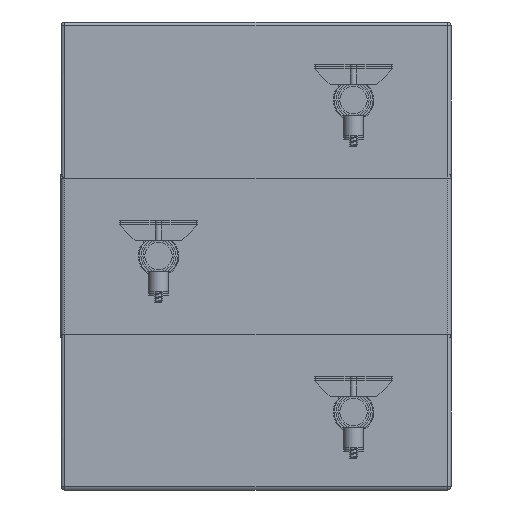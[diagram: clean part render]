
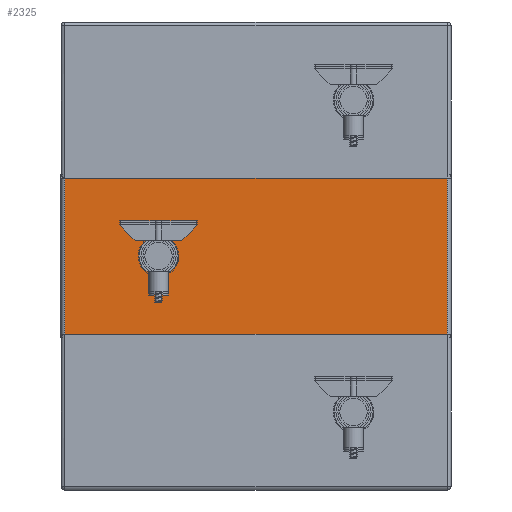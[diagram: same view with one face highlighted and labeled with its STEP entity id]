
A CAD part, front view. The second image highlights one B-rep face of the part: STEP entity #2325.
In plain terms, the highlighted planar face has unit normal (0, -1, 0).
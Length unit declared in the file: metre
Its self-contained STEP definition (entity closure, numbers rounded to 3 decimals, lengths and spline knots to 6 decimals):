
#280=PLANE('',#2664);
#360=CIRCLE('',#2665,0.025);
#487=LINE('',#7099,#630);
#490=LINE('',#7113,#633);
#505=LINE('',#7158,#648);
#506=LINE('',#7159,#649);
#630=VECTOR('',#3137,1.);
#633=VECTOR('',#3148,1.);
#648=VECTOR('',#3187,1.);
#649=VECTOR('',#3188,1.);
#1060=ORIENTED_EDGE('',*,*,#1474,.T.);
#1061=ORIENTED_EDGE('',*,*,#1454,.F.);
#1062=ORIENTED_EDGE('',*,*,#1475,.T.);
#1063=ORIENTED_EDGE('',*,*,#1448,.T.);
#1064=ORIENTED_EDGE('',*,*,#1476,.T.);
#1448=EDGE_CURVE('',#1687,#1688,#487,.T.);
#1454=EDGE_CURVE('',#1693,#1694,#490,.T.);
#1474=EDGE_CURVE('',#1711,#1711,#360,.T.);
#1475=EDGE_CURVE('',#1693,#1687,#505,.T.);
#1476=EDGE_CURVE('',#1688,#1694,#506,.F.);
#1687=VERTEX_POINT('',#7100);
#1688=VERTEX_POINT('',#7101);
#1693=VERTEX_POINT('',#7112);
#1694=VERTEX_POINT('',#7114);
#1711=VERTEX_POINT('',#7157);
#1933=EDGE_LOOP('',(#1060));
#1934=EDGE_LOOP('',(#1061,#1062,#1063,#1064));
#2126=FACE_BOUND('',#1933,.T.);
#2127=FACE_BOUND('',#1934,.T.);
#2325=ADVANCED_FACE('',(#2126,#2127),#280,.F.);
#2664=AXIS2_PLACEMENT_3D('',#7155,#3183,#3184);
#2665=AXIS2_PLACEMENT_3D('',#7156,#3185,#3186);
#3137=DIRECTION('',(1.,0.,0.));
#3148=DIRECTION('',(1.,0.,0.));
#3183=DIRECTION('',(0.,1.,0.));
#3184=DIRECTION('',(1.,0.,0.));
#3185=DIRECTION('',(0.,1.,0.));
#3186=DIRECTION('',(1.,0.,0.));
#3187=DIRECTION('',(0.,0.,-1.));
#3188=DIRECTION('',(0.,0.,-1.));
#7099=CARTESIAN_POINT('',(0.25,0.,-0.2));
#7100=CARTESIAN_POINT('',(0.005,0.,-0.2));
#7101=CARTESIAN_POINT('',(0.495,0.,-0.2));
#7112=CARTESIAN_POINT('',(0.005,0.,0.));
#7113=CARTESIAN_POINT('',(0.25,0.,0.));
#7114=CARTESIAN_POINT('',(0.495,0.,0.));
#7155=CARTESIAN_POINT('',(0.25,0.,-0.1));
#7156=CARTESIAN_POINT('',(0.125,0.,-0.1));
#7157=CARTESIAN_POINT('',(0.15,0.,-0.1));
#7158=CARTESIAN_POINT('',(0.005,0.,-0.2));
#7159=CARTESIAN_POINT('',(0.495,0.,-0.1));
